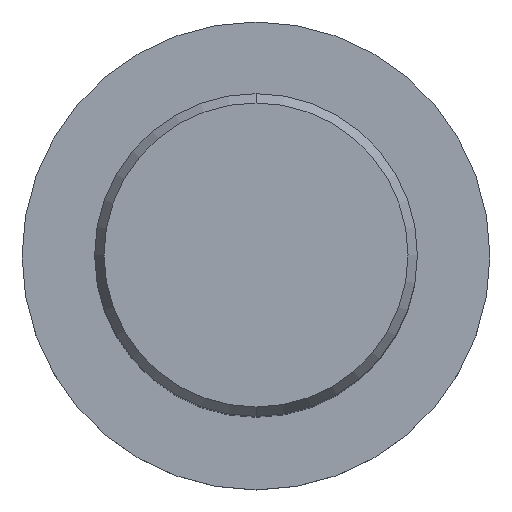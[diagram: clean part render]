
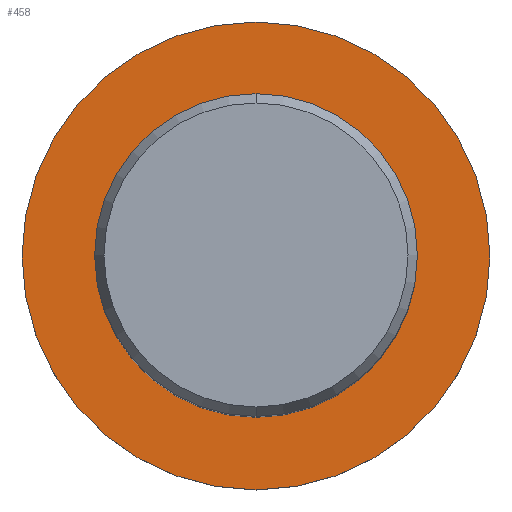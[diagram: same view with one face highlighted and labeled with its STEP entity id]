
A CAD part, top view. The second image highlights one B-rep face of the part: STEP entity #458.
In plain terms, the highlighted planar face has unit normal (0, 0, 1).
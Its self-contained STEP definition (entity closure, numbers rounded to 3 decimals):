
#204=EDGE_CURVE('',#236,#270,#538,.T.);
#218=EDGE_CURVE('',#374,#384,#552,.T.);
#220=EDGE_CURVE('',#384,#374,#554,.T.);
#236=VERTEX_POINT('',#571);
#270=VERTEX_POINT('',#607);
#272=EDGE_CURVE('',#270,#236,#609,.T.);
#374=VERTEX_POINT('',#723);
#384=VERTEX_POINT('',#734);
#458=ADVANCED_FACE('',(#814,#815),#816,.T.);
#538=CIRCLE('',#900,20.0);
#552=CIRCLE('',#927,29.0);
#554=CIRCLE('',#930,29.0);
#571=CARTESIAN_POINT('',(0.,-20.0,-70.0));
#607=CARTESIAN_POINT('',(0.0,20.0,-70.0));
#609=CIRCLE('',#1035,20.0);
#723=CARTESIAN_POINT('',(0.,-29.0,-70.0));
#734=CARTESIAN_POINT('',(0.0,29.0,-70.0));
#814=FACE_BOUND('',#1530,.T.);
#815=FACE_OUTER_BOUND('',#1531,.T.);
#816=PLANE('',#1532);
#900=AXIS2_PLACEMENT_3D('',#1615,#1616,#1617);
#927=AXIS2_PLACEMENT_3D('',#1624,#1625,#1626);
#930=AXIS2_PLACEMENT_3D('',#1627,#1628,#1629);
#1035=AXIS2_PLACEMENT_3D('',#1669,#1670,#1671);
#1530=EDGE_LOOP('',(#1929,#1930));
#1531=EDGE_LOOP('',(#1931,#1932));
#1532=AXIS2_PLACEMENT_3D('',#1933,#1934,#1935);
#1615=CARTESIAN_POINT('',(0.0,0.0,-70.0));
#1616=DIRECTION('',(-0.0,0.0,-1.0));
#1617=DIRECTION('',(0.0,1.0,0.0));
#1624=CARTESIAN_POINT('',(0.0,0.0,-70.0));
#1625=DIRECTION('',(0.0,0.0,-1.0));
#1626=DIRECTION('',(0.0,1.0,0.0));
#1627=CARTESIAN_POINT('',(0.0,0.0,-70.0));
#1628=DIRECTION('',(0.0,0.0,-1.0));
#1629=DIRECTION('',(0.0,1.0,0.0));
#1669=CARTESIAN_POINT('',(0.0,0.0,-70.0));
#1670=DIRECTION('',(-0.0,0.0,-1.0));
#1671=DIRECTION('',(0.0,1.0,0.0));
#1929=ORIENTED_EDGE('',*,*,#272,.T.);
#1930=ORIENTED_EDGE('',*,*,#204,.T.);
#1931=ORIENTED_EDGE('',*,*,#220,.F.);
#1932=ORIENTED_EDGE('',*,*,#218,.F.);
#1933=CARTESIAN_POINT('',(0.0,14.5,-70.0));
#1934=DIRECTION('',(-0.0,0.0,1.0));
#1935=DIRECTION('',(0.0,-1.0,0.0));
